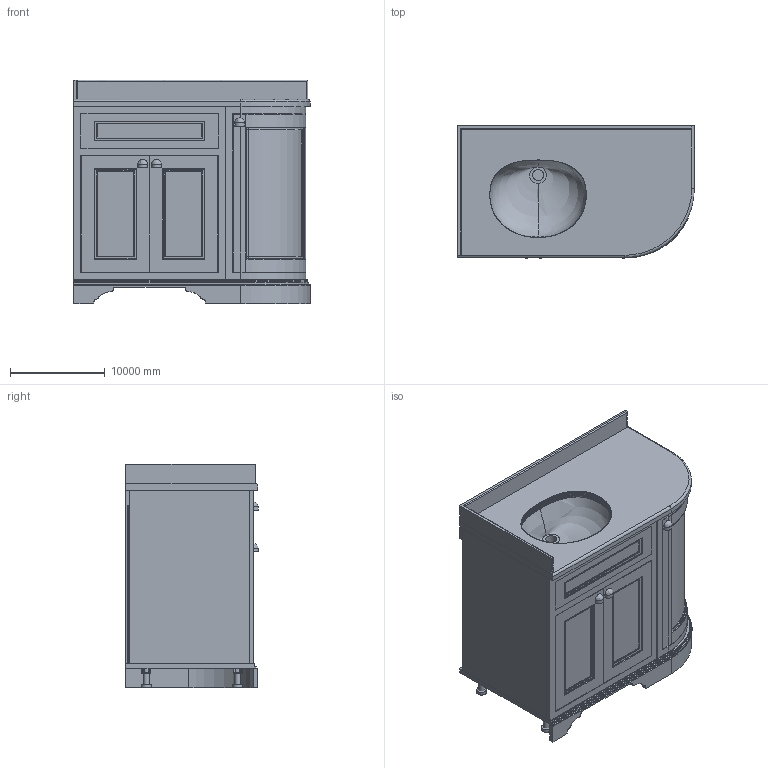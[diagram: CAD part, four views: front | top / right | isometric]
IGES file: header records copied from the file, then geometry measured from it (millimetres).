
Global section: file name: 90549; native system: AutoCAD 2016 - English; preprocessor: Autodesk Translation Framework DWG producer (atf_dwg_producer); organization: unknown; date: 20161027.162917; units: inch
Bounding box: 24968.2 x 13969.08 x 23622 mm (x, y, z)
Volume: 1169557854273.1 mm3; surface area: 6309998465.6 mm2
Topology: 32 solids, 32 shells, 2191 faces, 6301 edges, 4179 vertices
Faces by surface type: bspline 2191
